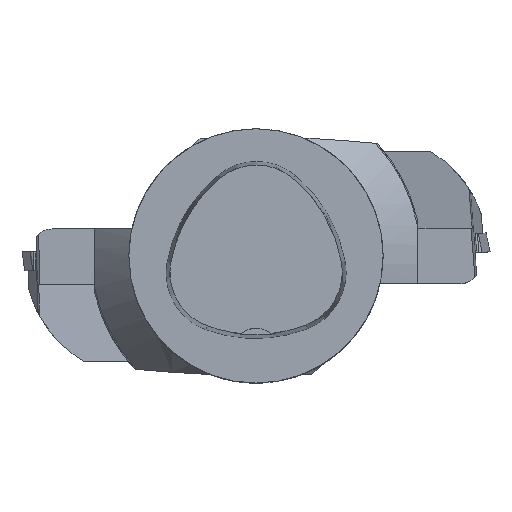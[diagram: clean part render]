
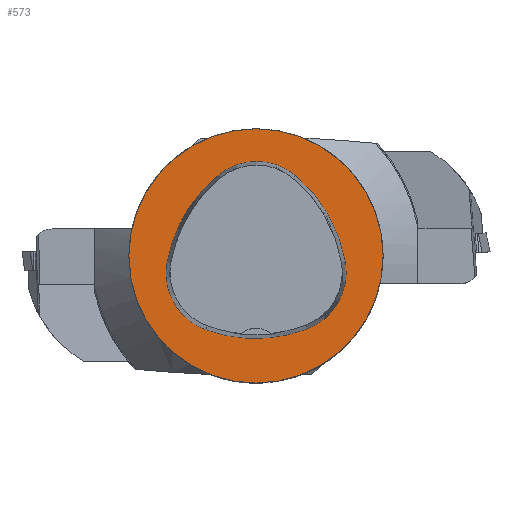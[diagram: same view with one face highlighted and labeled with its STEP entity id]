
A CAD part, top view. The second image highlights one B-rep face of the part: STEP entity #573.
In plain terms, the highlighted planar face has unit normal (0, 0, 1).
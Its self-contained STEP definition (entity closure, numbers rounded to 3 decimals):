
#308=FACE_BOUND('',#975,.T.);
#309=FACE_BOUND('',#976,.T.);
#401=PLANE('',#3894);
#573=ADVANCED_FACE('',(#308,#309),#401,.T.);
#975=EDGE_LOOP('',(#1909,#1910,#1911,#1912,#1913,#1914));
#976=EDGE_LOOP('',(#1915));
#1249=CIRCLE('',#3858,31.5);
#1254=CIRCLE('',#3872,36.);
#1256=CIRCLE('',#3875,15.);
#1258=CIRCLE('',#3878,36.);
#1260=CIRCLE('',#3881,15.);
#1264=CIRCLE('',#3886,36.);
#1266=CIRCLE('',#3889,15.);
#1909=ORIENTED_EDGE('',*,*,#2869,.T.);
#1910=ORIENTED_EDGE('',*,*,#2849,.T.);
#1911=ORIENTED_EDGE('',*,*,#2853,.T.);
#1912=ORIENTED_EDGE('',*,*,#2856,.T.);
#1913=ORIENTED_EDGE('',*,*,#2859,.T.);
#1914=ORIENTED_EDGE('',*,*,#2867,.T.);
#1915=ORIENTED_EDGE('',*,*,#2828,.F.);
#2419=VERTEX_POINT('',#5921);
#2440=VERTEX_POINT('',#5974);
#2441=VERTEX_POINT('',#5975);
#2444=VERTEX_POINT('',#5983);
#2446=VERTEX_POINT('',#5989);
#2448=VERTEX_POINT('',#5995);
#2455=VERTEX_POINT('',#6016);
#2828=EDGE_CURVE('',#2419,#2419,#1249,.T.);
#2849=EDGE_CURVE('',#2440,#2441,#1254,.T.);
#2853=EDGE_CURVE('',#2441,#2444,#1256,.T.);
#2856=EDGE_CURVE('',#2444,#2446,#1258,.T.);
#2859=EDGE_CURVE('',#2446,#2448,#1260,.T.);
#2867=EDGE_CURVE('',#2448,#2455,#1264,.T.);
#2869=EDGE_CURVE('',#2455,#2440,#1266,.T.);
#3858=AXIS2_PLACEMENT_3D('',#5920,#4529,#4530);
#3872=AXIS2_PLACEMENT_3D('',#5973,#4563,#4564);
#3875=AXIS2_PLACEMENT_3D('',#5982,#4571,#4572);
#3878=AXIS2_PLACEMENT_3D('',#5988,#4578,#4579);
#3881=AXIS2_PLACEMENT_3D('',#5994,#4585,#4586);
#3886=AXIS2_PLACEMENT_3D('',#6017,#4597,#4598);
#3889=AXIS2_PLACEMENT_3D('',#6020,#4603,#4604);
#3894=AXIS2_PLACEMENT_3D('',#6025,#4613,#4614);
#4529=DIRECTION('',(0.,0.,-1.));
#4530=DIRECTION('',(-1.,0.,0.));
#4563=DIRECTION('',(0.,0.,-1.));
#4564=DIRECTION('',(-1.,0.,0.));
#4571=DIRECTION('',(0.,0.,-1.));
#4572=DIRECTION('',(-1.,0.,0.));
#4578=DIRECTION('',(0.,0.,-1.));
#4579=DIRECTION('',(-1.,0.,0.));
#4585=DIRECTION('',(0.,0.,-1.));
#4586=DIRECTION('',(-1.,0.,0.));
#4597=DIRECTION('',(0.,0.,-1.));
#4598=DIRECTION('',(-1.,0.,0.));
#4603=DIRECTION('',(0.,0.,-1.));
#4604=DIRECTION('',(-1.,0.,0.));
#4613=DIRECTION('',(0.,0.,1.));
#4614=DIRECTION('',(1.,0.,0.));
#5920=CARTESIAN_POINT('',(0.,0.,0.));
#5921=CARTESIAN_POINT('',(-31.5,0.,0.));
#5973=CARTESIAN_POINT('',(13.398,-7.893,0.));
#5974=CARTESIAN_POINT('',(-22.041,-1.562,0.));
#5975=CARTESIAN_POINT('',(-9.317,20.036,0.));
#5982=CARTESIAN_POINT('',(0.148,8.399,0.));
#5983=CARTESIAN_POINT('',(9.779,19.898,0.));
#5988=CARTESIAN_POINT('',(-13.337,-7.7,0.));
#5989=CARTESIAN_POINT('',(22.122,-1.48,0.));
#5994=CARTESIAN_POINT('',(7.347,-4.071,0.));
#5995=CARTESIAN_POINT('',(12.693,-18.087,0.));
#6016=CARTESIAN_POINT('',(-12.373,-18.307,0.));
#6017=CARTESIAN_POINT('',(-0.137,15.55,0.));
#6020=CARTESIAN_POINT('',(-7.275,-4.2,0.));
#6025=CARTESIAN_POINT('',(0.,0.,0.));
